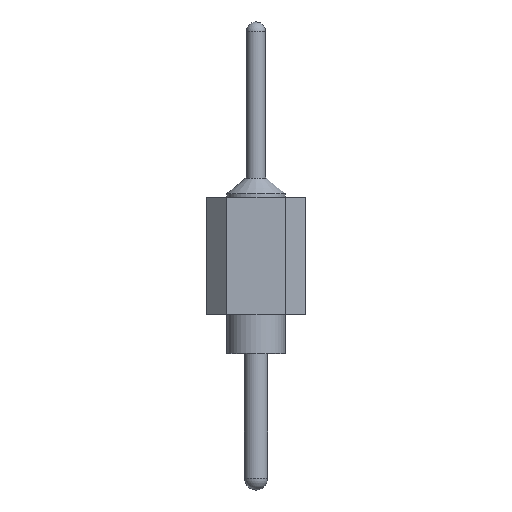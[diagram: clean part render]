
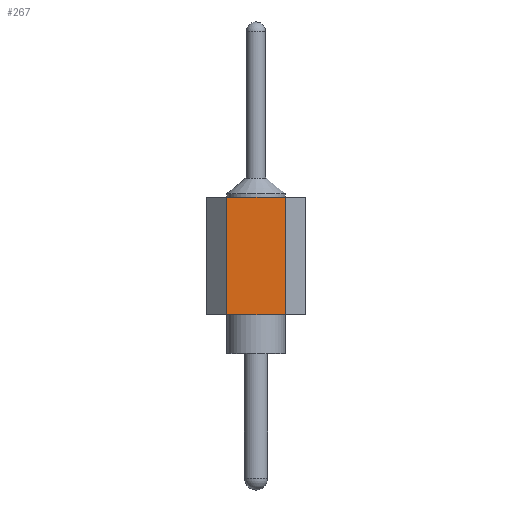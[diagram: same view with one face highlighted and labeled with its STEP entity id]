
A CAD part, left-side view. The second image highlights one B-rep face of the part: STEP entity #267.
In plain terms, the highlighted planar face has unit normal (-1, 0, 0).
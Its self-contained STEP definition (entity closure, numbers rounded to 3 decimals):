
#168 = VERTEX_POINT('',#169);
#169 = CARTESIAN_POINT('',(-1.27,0.75,0.));
#175 = EDGE_CURVE('',#168,#176,#178,.T.);
#176 = VERTEX_POINT('',#177);
#177 = CARTESIAN_POINT('',(-1.27,-0.75,0.));
#178 = LINE('',#179,#180);
#179 = CARTESIAN_POINT('',(-1.27,0.75,0.));
#180 = VECTOR('',#181,1.);
#181 = DIRECTION('',(0.,-1.,0.));
#249 = VERTEX_POINT('',#250);
#250 = CARTESIAN_POINT('',(-1.27,0.75,-3.));
#256 = EDGE_CURVE('',#168,#249,#257,.T.);
#257 = LINE('',#258,#259);
#258 = CARTESIAN_POINT('',(-1.27,0.75,0.));
#259 = VECTOR('',#260,1.);
#260 = DIRECTION('',(-0.,-0.,-1.));
#267 = ADVANCED_FACE('',(#268),#286,.T.);
#268 = FACE_BOUND('',#269,.T.);
#269 = EDGE_LOOP('',(#270,#271,#279,#285));
#270 = ORIENTED_EDGE('',*,*,#256,.T.);
#271 = ORIENTED_EDGE('',*,*,#272,.T.);
#272 = EDGE_CURVE('',#249,#273,#275,.T.);
#273 = VERTEX_POINT('',#274);
#274 = CARTESIAN_POINT('',(-1.27,-0.75,-3.));
#275 = LINE('',#276,#277);
#276 = CARTESIAN_POINT('',(-1.27,0.75,-3.));
#277 = VECTOR('',#278,1.);
#278 = DIRECTION('',(0.,-1.,0.));
#279 = ORIENTED_EDGE('',*,*,#280,.F.);
#280 = EDGE_CURVE('',#176,#273,#281,.T.);
#281 = LINE('',#282,#283);
#282 = CARTESIAN_POINT('',(-1.27,-0.75,0.));
#283 = VECTOR('',#284,1.);
#284 = DIRECTION('',(-0.,-0.,-1.));
#285 = ORIENTED_EDGE('',*,*,#175,.F.);
#286 = PLANE('',#287);
#287 = AXIS2_PLACEMENT_3D('',#288,#289,#290);
#288 = CARTESIAN_POINT('',(-1.27,0.75,0.));
#289 = DIRECTION('',(-1.,0.,0.));
#290 = DIRECTION('',(0.,-1.,0.));
